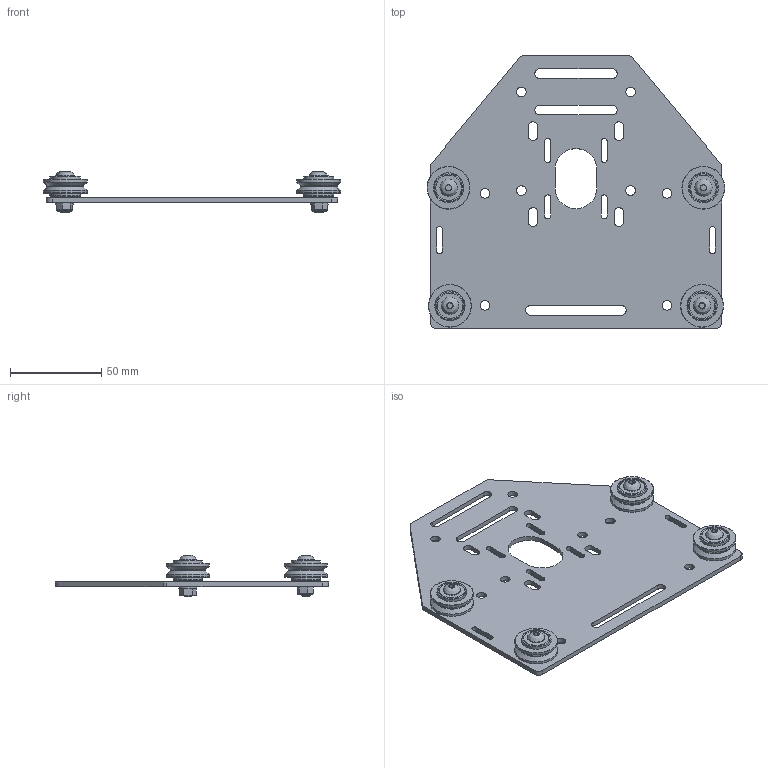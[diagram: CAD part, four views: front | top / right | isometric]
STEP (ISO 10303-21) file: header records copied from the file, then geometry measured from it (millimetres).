
FILE_DESCRIPTION(/* description */ ('Motor Mount Plate (12ga)'),/* implementation_level */ '2;1');
FILE_NAME(/* name */ 'plate_assembly.iam.step',/* time_stamp */ '2013-11-18T15:51:01-06:00',/* author */ ('ERF'),/* organization */ ('www.shapeoko.com'),/* preprocessor_version */ 'ST-DEVELOPER v15.2',/* originating_system */ 'Autodesk Inventor 2014',/* authorisation */ 'PER BARRY PROCK 9-16-13');
FILE_SCHEMA (('AUTOMOTIVE_DESIGN { 1 0 10303 214 3 1 1 }'));
Products named in the file (10): 26029-01; B18033; 25202-01; 25196-01; 25201-01; 25203-02; 25287-02; 91239A233; 25284-02; plate_assembly
Bounding box: 163.47 x 150 x 22.74 mm (x, y, z)
Volume: 62649.3 mm3; surface area: 62213.8 mm2
Topology: 31 solids, 39 shells, 534 faces, 1956 edges, 1538 vertices
Faces by surface type: plane 210, cylinder 180, cone 108, torus 24, bspline 12
Full cylindrical faces by diameter (mm): 4.14 x2, 4.342 x8, 5 x22, 5.25 x10, 5.3 x6, 7 x16, 7.112 x2, 7.14 x2, 9.5 x4, 10 x10, 13.894 x4, 14 x16, 15.974 x8, 16 x8, 18.75 x4, 23.5 x8
Entity records: 10967 total; most frequent: CARTESIAN_POINT 4985, ORIENTED_EDGE 1314, DIRECTION 1042, EDGE_CURVE 657, VERTEX_POINT 529, AXIS2_PLACEMENT_3D 429, EDGE_LOOP 342, ADVANCED_FACE 211
